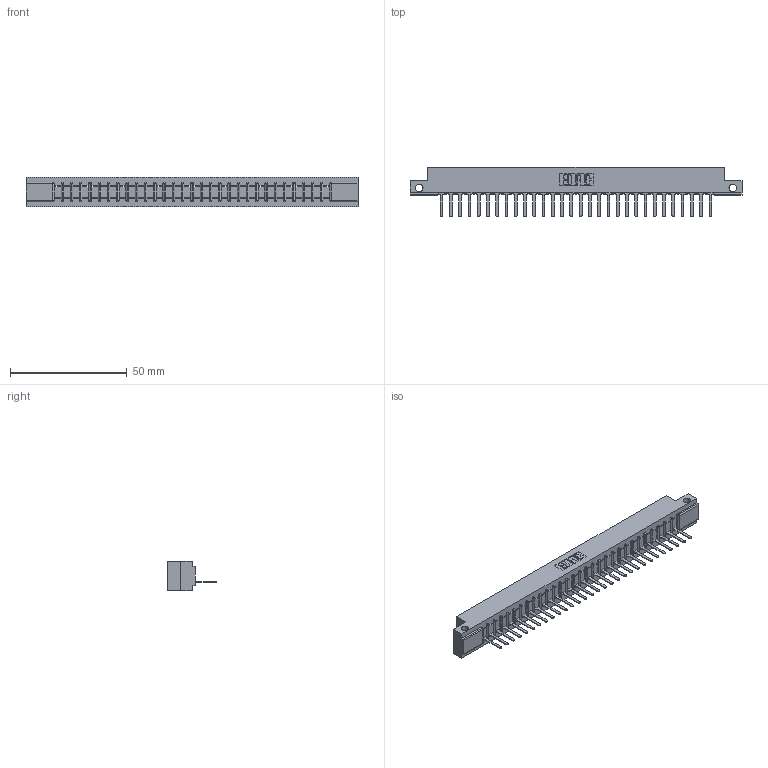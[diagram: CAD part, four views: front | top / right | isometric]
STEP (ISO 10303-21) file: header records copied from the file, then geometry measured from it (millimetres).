
FILE_DESCRIPTION (( 'STEP AP203' ), '1' );
FILE_NAME ('357-030-527-112.STEP', '2019-09-14T04:03:36', ( '' ), ( '' ), 'SwSTEP 2.0', 'SolidWorks 2016', '' );
FILE_SCHEMA (( 'CONFIG_CONTROL_DESIGN' ));
Length unit declared in the file: inch
Products named in the file (3): 357-030-527-112; 307 Part_.128 Dia Side Mounting Holes; 307-290-001_527
Assembly tree (31 placements, depth 2):
  357-030-527-112
    307 Part_.128 Dia Side Mounting Holes
    307-290-001_527  x30
Bounding box: 141.88 x 21.11 x 12.7 mm (x, y, z)
Volume: 14538.1 mm3; surface area: 15317.7 mm2
Topology: 31 solids, 31 shells, 1829 faces, 5183 edges, 3330 vertices
Faces by surface type: plane 1180, cylinder 587, sphere 62
Entity records: 27168 total; most frequent: CARTESIAN_POINT 4572, ORIENTED_EDGE 4558, DIRECTION 4453, EDGE_CURVE 2279, LINE 1743, VECTOR 1743, VERTEX_POINT 1474, AXIS2_PLACEMENT_3D 1355
